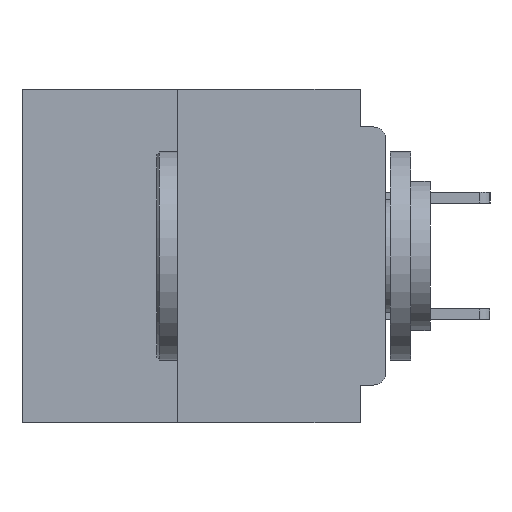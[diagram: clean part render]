
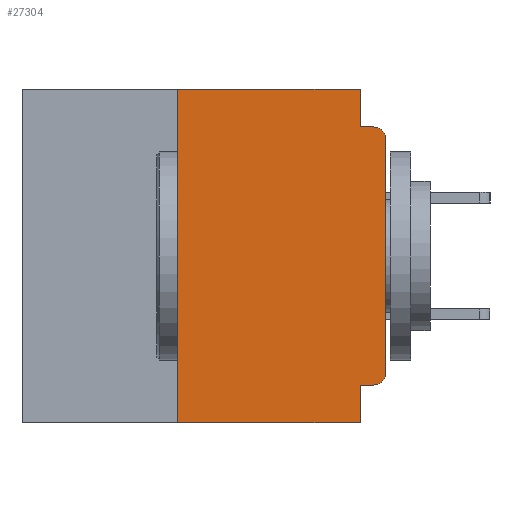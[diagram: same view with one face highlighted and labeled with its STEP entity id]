
A CAD part, left-side view. The second image highlights one B-rep face of the part: STEP entity #27304.
In plain terms, the highlighted planar face has unit normal (-1, 0, 0).
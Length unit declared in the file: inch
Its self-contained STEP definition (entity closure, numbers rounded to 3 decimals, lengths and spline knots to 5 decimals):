
#158 = CARTESIAN_POINT ( 'NONE',  ( 0., 0.015, -0.06 ) ) ;
#572 = CARTESIAN_POINT ( 'NONE',  ( 0., 0.031, -0.045 ) ) ;
#814 = AXIS2_PLACEMENT_3D ( 'NONE', #6770, #29513, #10060 ) ;
#828 = CARTESIAN_POINT ( 'NONE',  ( 0., 0.25, -0.4 ) ) ;
#1125 = VERTEX_POINT ( 'NONE', #19856 ) ;
#1545 = DIRECTION ( 'NONE',  ( 0., 0., -1. ) ) ;
#1583 = EDGE_CURVE ( 'NONE', #35524, #11534, #20782, .T. ) ;
#2173 = VERTEX_POINT ( 'NONE', #18213 ) ;
#2426 = VECTOR ( 'NONE', #37692, 39.37008 ) ;
#3432 = DIRECTION ( 'NONE',  ( 0., -1., 0. ) ) ;
#3488 = DIRECTION ( 'NONE',  ( 0., 0., -1. ) ) ;
#4207 = EDGE_LOOP ( 'NONE', ( #6439, #32042, #9650, #37523, #32806, #19949, #6988, #33502, #35154, #9378 ) ) ;
#4940 = CARTESIAN_POINT ( 'NONE',  ( 0., 0.031, 0. ) ) ;
#5616 = VERTEX_POINT ( 'NONE', #26368 ) ;
#6377 = EDGE_CURVE ( 'NONE', #28322, #27635, #8583, .T. ) ;
#6439 = ORIENTED_EDGE ( 'NONE', *, *, #6377, .T. ) ;
#6770 = CARTESIAN_POINT ( 'NONE',  ( 0., 0.015, -0.34 ) ) ;
#6988 = ORIENTED_EDGE ( 'NONE', *, *, #1583, .T. ) ;
#7806 = LINE ( 'NONE', #16880, #17439 ) ;
#8583 = LINE ( 'NONE', #20447, #33474 ) ;
#9378 = ORIENTED_EDGE ( 'NONE', *, *, #25081, .T. ) ;
#9650 = ORIENTED_EDGE ( 'NONE', *, *, #37680, .F. ) ;
#9923 = CARTESIAN_POINT ( 'NONE',  ( 0., 0., -0.045 ) ) ;
#10060 = DIRECTION ( 'NONE',  ( 0., 0., -1. ) ) ;
#10612 = DIRECTION ( 'NONE',  ( 0., 0., 1. ) ) ;
#10832 = DIRECTION ( 'NONE',  ( 0., 0., 1. ) ) ;
#11419 = CARTESIAN_POINT ( 'NONE',  ( 0., 0.031, -0.4 ) ) ;
#11534 = VERTEX_POINT ( 'NONE', #18723 ) ;
#11785 = CARTESIAN_POINT ( 'NONE',  ( 0., 0.25, -0.4 ) ) ;
#12552 = CIRCLE ( 'NONE', #27673, 0.015 ) ;
#13132 = VECTOR ( 'NONE', #10612, 39.37008 ) ;
#15045 = DIRECTION ( 'NONE',  ( 0., 1., 0. ) ) ;
#16880 = CARTESIAN_POINT ( 'NONE',  ( 0., 0.437, 0. ) ) ;
#17378 = CARTESIAN_POINT ( 'NONE',  ( 0., 0.031, -0.355 ) ) ;
#17439 = VECTOR ( 'NONE', #39607, 39.37008 ) ;
#18115 = AXIS2_PLACEMENT_3D ( 'NONE', #33858, #21058, #1545 ) ;
#18213 = CARTESIAN_POINT ( 'NONE',  ( 0., 0.015, -0.355 ) ) ;
#18558 = VERTEX_POINT ( 'NONE', #39394 ) ;
#18723 = CARTESIAN_POINT ( 'NONE',  ( 0., 0.031, -0.4 ) ) ;
#19856 = CARTESIAN_POINT ( 'NONE',  ( 0., 0.015, -0.045 ) ) ;
#19949 = ORIENTED_EDGE ( 'NONE', *, *, #25208, .F. ) ;
#20447 = CARTESIAN_POINT ( 'NONE',  ( 0., 0., 0. ) ) ;
#20782 = LINE ( 'NONE', #37789, #2426 ) ;
#21058 = DIRECTION ( 'NONE',  ( 1., 0., 0. ) ) ;
#21146 = DIRECTION ( 'NONE',  ( 0., 0., -1. ) ) ;
#21436 = CARTESIAN_POINT ( 'NONE',  ( 0., 0., -0.355 ) ) ;
#23010 = DIRECTION ( 'NONE',  ( -1., 0., 0. ) ) ;
#23294 = VECTOR ( 'NONE', #21146, 39.37008 ) ;
#24311 = DIRECTION ( 'NONE',  ( 0., 0., -1. ) ) ;
#25081 = EDGE_CURVE ( 'NONE', #2173, #28322, #36485, .T. ) ;
#25148 = LINE ( 'NONE', #11419, #32760 ) ;
#25208 = EDGE_CURVE ( 'NONE', #35524, #18558, #31432, .T. ) ;
#26232 = FACE_OUTER_BOUND ( 'NONE', #4207, .T. ) ;
#26284 = CARTESIAN_POINT ( 'NONE',  ( 0., 0., -0.34 ) ) ;
#26368 = CARTESIAN_POINT ( 'NONE',  ( 0., 0.031, 0. ) ) ;
#27304 = ADVANCED_FACE ( 'NONE', ( #26232 ), #40521, .F. ) ;
#27635 = VERTEX_POINT ( 'NONE', #32433 ) ;
#27673 = AXIS2_PLACEMENT_3D ( 'NONE', #158, #23010, #3488 ) ;
#27974 = EDGE_CURVE ( 'NONE', #5616, #39240, #41556, .T. ) ;
#28322 = VERTEX_POINT ( 'NONE', #26284 ) ;
#29513 = DIRECTION ( 'NONE',  ( -1., 0., 0. ) ) ;
#29860 = VECTOR ( 'NONE', #3432, 39.37008 ) ;
#30177 = EDGE_CURVE ( 'NONE', #31374, #11534, #25148, .T. ) ;
#30608 = EDGE_CURVE ( 'NONE', #18558, #5616, #7806, .T. ) ;
#31374 = VERTEX_POINT ( 'NONE', #17378 ) ;
#31432 = LINE ( 'NONE', #828, #13132 ) ;
#32042 = ORIENTED_EDGE ( 'NONE', *, *, #37039, .T. ) ;
#32169 = EDGE_CURVE ( 'NONE', #2173, #31374, #35092, .T. ) ;
#32433 = CARTESIAN_POINT ( 'NONE',  ( 0., 0., -0.06 ) ) ;
#32760 = VECTOR ( 'NONE', #24311, 39.37008 ) ;
#32806 = ORIENTED_EDGE ( 'NONE', *, *, #30608, .F. ) ;
#33474 = VECTOR ( 'NONE', #10832, 39.37008 ) ;
#33502 = ORIENTED_EDGE ( 'NONE', *, *, #30177, .F. ) ;
#33858 = CARTESIAN_POINT ( 'NONE',  ( 0., 0.437, 0. ) ) ;
#35092 = LINE ( 'NONE', #21436, #40674 ) ;
#35154 = ORIENTED_EDGE ( 'NONE', *, *, #32169, .F. ) ;
#35524 = VERTEX_POINT ( 'NONE', #11785 ) ;
#36485 = CIRCLE ( 'NONE', #814, 0.015 ) ;
#37039 = EDGE_CURVE ( 'NONE', #27635, #1125, #12552, .T. ) ;
#37523 = ORIENTED_EDGE ( 'NONE', *, *, #27974, .F. ) ;
#37680 = EDGE_CURVE ( 'NONE', #39240, #1125, #38443, .T. ) ;
#37692 = DIRECTION ( 'NONE',  ( 0., -1., 0. ) ) ;
#37789 = CARTESIAN_POINT ( 'NONE',  ( 0., 0.437, -0.4 ) ) ;
#38443 = LINE ( 'NONE', #9923, #29860 ) ;
#39240 = VERTEX_POINT ( 'NONE', #572 ) ;
#39394 = CARTESIAN_POINT ( 'NONE',  ( 0., 0.25, 0. ) ) ;
#39607 = DIRECTION ( 'NONE',  ( 0., -1., 0. ) ) ;
#40521 = PLANE ( 'NONE',  #18115 ) ;
#40674 = VECTOR ( 'NONE', #15045, 39.37008 ) ;
#41556 = LINE ( 'NONE', #4940, #23294 ) ;
